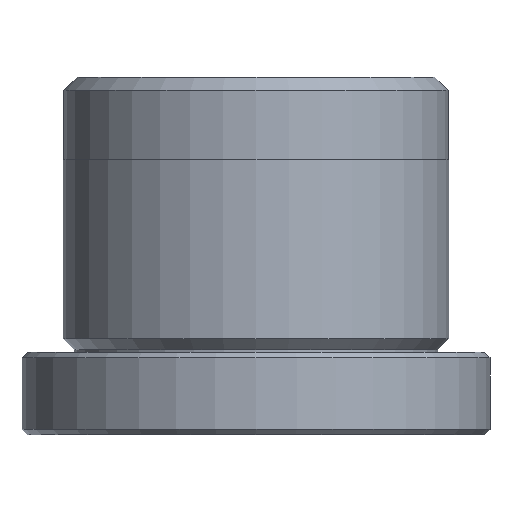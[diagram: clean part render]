
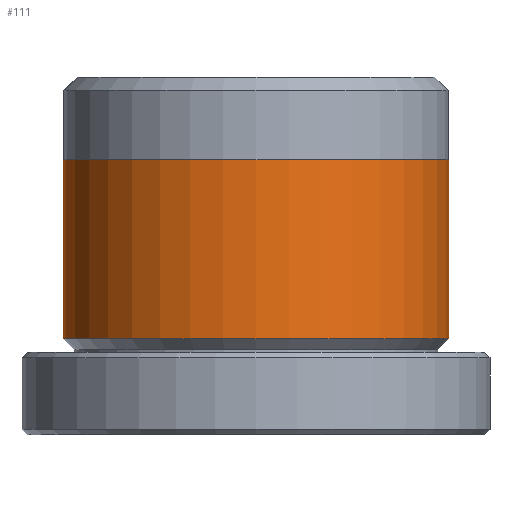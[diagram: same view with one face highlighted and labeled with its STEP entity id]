
A CAD part, front view. The second image highlights one B-rep face of the part: STEP entity #111.
In plain terms, the highlighted cylindrical face has radius 7 mm (diameter 14 mm), a partial arc.
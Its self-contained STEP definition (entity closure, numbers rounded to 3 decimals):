
#20 = CIRCLE ( 'NONE', #317, 7. ) ;
#31 = EDGE_CURVE ( 'NONE', #1132, #729, #20, .T. ) ;
#35 = VECTOR ( 'NONE', #666, 1000. ) ;
#111 = ADVANCED_FACE ( 'NONE', ( #405 ), #992, .T. ) ;
#156 = CARTESIAN_POINT ( 'NONE',  ( -7., 0., 10. ) ) ;
#236 = EDGE_CURVE ( 'NONE', #308, #423, #600, .T. ) ;
#260 = CARTESIAN_POINT ( 'NONE',  ( 0., 0., 13. ) ) ;
#308 = VERTEX_POINT ( 'NONE', #156 ) ;
#317 = AXIS2_PLACEMENT_3D ( 'NONE', #1481, #608, #1615 ) ;
#383 = DIRECTION ( 'NONE',  ( 0., 0., -1. ) ) ;
#403 = DIRECTION ( 'NONE',  ( -1., 0., 0. ) ) ;
#405 = FACE_OUTER_BOUND ( 'NONE', #1536, .T. ) ;
#413 = CARTESIAN_POINT ( 'NONE',  ( 0., 0., 10. ) ) ;
#423 = VERTEX_POINT ( 'NONE', #1184 ) ;
#508 = LINE ( 'NONE', #1251, #851 ) ;
#549 = DIRECTION ( 'NONE',  ( 1., 0., 0. ) ) ;
#600 = CIRCLE ( 'NONE', #893, 7. ) ;
#608 = DIRECTION ( 'NONE',  ( 0., 0., -1. ) ) ;
#666 = DIRECTION ( 'NONE',  ( 0., 0., -1. ) ) ;
#729 = VERTEX_POINT ( 'NONE', #827 ) ;
#827 = CARTESIAN_POINT ( 'NONE',  ( -7., 0., 3.5 ) ) ;
#851 = VECTOR ( 'NONE', #383, 1000. ) ;
#893 = AXIS2_PLACEMENT_3D ( 'NONE', #413, #1424, #549 ) ;
#992 = CYLINDRICAL_SURFACE ( 'NONE', #1193, 7. ) ;
#1038 = ORIENTED_EDGE ( 'NONE', *, *, #1265, .F. ) ;
#1093 = ORIENTED_EDGE ( 'NONE', *, *, #236, .F. ) ;
#1112 = CARTESIAN_POINT ( 'NONE',  ( -7., 0., 13. ) ) ;
#1127 = DIRECTION ( 'NONE',  ( 0., 0., -1. ) ) ;
#1132 = VERTEX_POINT ( 'NONE', #1830 ) ;
#1174 = ORIENTED_EDGE ( 'NONE', *, *, #31, .F. ) ;
#1184 = CARTESIAN_POINT ( 'NONE',  ( 7., 0., 10. ) ) ;
#1193 = AXIS2_PLACEMENT_3D ( 'NONE', #260, #1127, #403 ) ;
#1251 = CARTESIAN_POINT ( 'NONE',  ( 7., 0., 13. ) ) ;
#1265 = EDGE_CURVE ( 'NONE', #423, #1132, #508, .T. ) ;
#1278 = EDGE_CURVE ( 'NONE', #308, #729, #1527, .T. ) ;
#1424 = DIRECTION ( 'NONE',  ( 0., 0., 1. ) ) ;
#1481 = CARTESIAN_POINT ( 'NONE',  ( 0., 0., 3.5 ) ) ;
#1517 = ORIENTED_EDGE ( 'NONE', *, *, #1278, .T. ) ;
#1527 = LINE ( 'NONE', #1112, #35 ) ;
#1536 = EDGE_LOOP ( 'NONE', ( #1038, #1093, #1517, #1174 ) ) ;
#1615 = DIRECTION ( 'NONE',  ( -1., 0., 0. ) ) ;
#1830 = CARTESIAN_POINT ( 'NONE',  ( 7., 0., 3.5 ) ) ;
